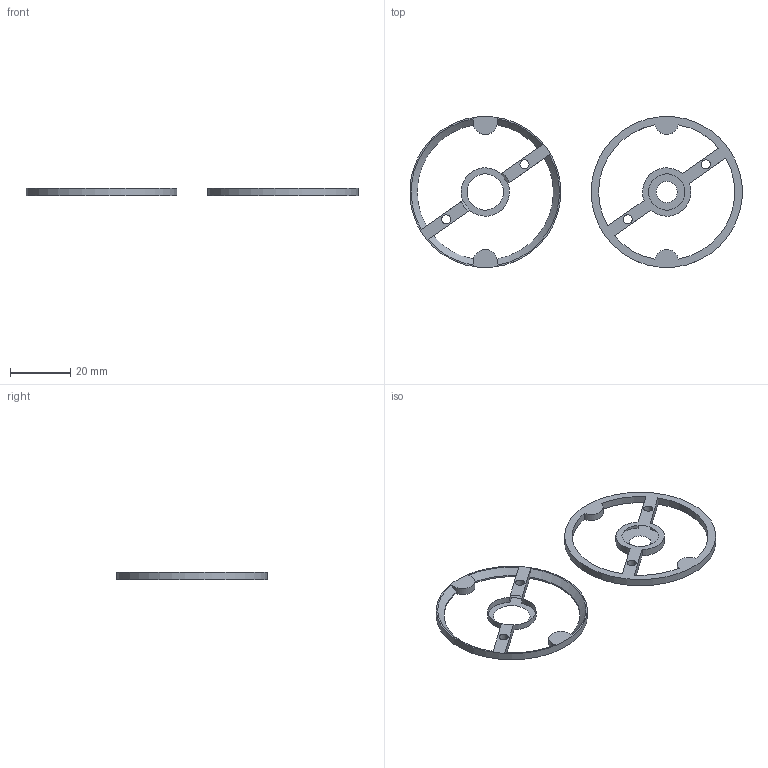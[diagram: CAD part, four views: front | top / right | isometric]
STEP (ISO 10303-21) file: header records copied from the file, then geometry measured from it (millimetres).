
FILE_DESCRIPTION(/* description */ (''),/* implementation_level */ '2;1');
FILE_NAME(/* name */ 'vein finder diffuser holder v1.step',/* time_stamp */ '2024-03-26T14:52:42-06:00',/* author */ (''),/* organization */ (''),/* preprocessor_version */ 'ST-DEVELOPER v20',/* originating_system */ 'Autodesk Translation Framework v12.20.1.177',/* authorisation */ '');
FILE_SCHEMA (('AUTOMOTIVE_DESIGN { 1 0 10303 214 3 1 1 }'));
Length unit declared in the file: millimetre
Products named in the file (1): vein finder diffuser holder
Bounding box: 109.81 x 49.81 x 2.5 mm (x, y, z)
Volume: 2732.3 mm3; surface area: 4564.7 mm2
Topology: 2 solids, 2 shells, 44 faces, 126 edges, 84 vertices
Faces by surface type: cylinder 22, plane 16, cone 6
Full cylindrical faces by diameter (mm): 3 x4, 50 x2
Entity records: 1538 total; most frequent: CARTESIAN_POINT 301, DIRECTION 254, ORIENTED_EDGE 252, EDGE_CURVE 126, AXIS2_PLACEMENT_3D 99, VERTEX_POINT 84, EDGE_LOOP 62, LINE 56
